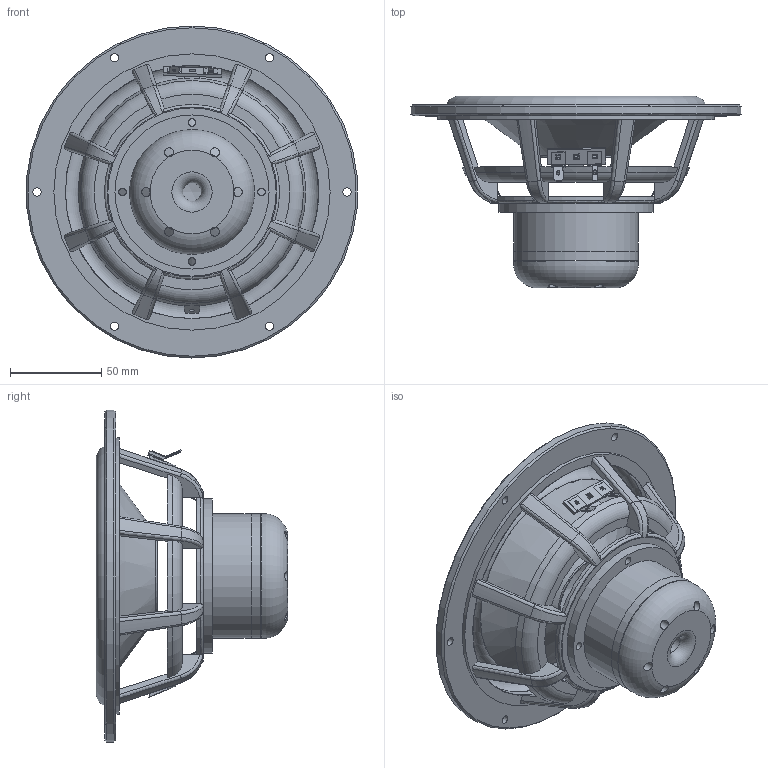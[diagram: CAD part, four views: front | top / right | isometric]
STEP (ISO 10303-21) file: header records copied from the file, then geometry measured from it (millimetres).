
FILE_DESCRIPTION (( 'STEP AP203' ), '1' );
FILE_NAME ('404 3D.STEP', '2023-05-18T09:49:34', ( '' ), ( '' ), 'SwSTEP 2.0', 'SolidWorks 2020', '' );
FILE_SCHEMA (( 'CONFIG_CONTROL_DESIGN' ));
Length unit declared in the file: millimetre
Products named in the file (1): 404 3D
Bounding box: 180.85 x 104.67 x 181.5 mm (x, y, z)
Surface area: 124133.3 mm2 (no closed solid volume)
Topology: 0 solids, 13 shells, 268 faces, 993 edges, 698 vertices
Faces by surface type: plane 113, cylinder 48, bspline 39, cone 34, torus 32, sphere 2
Full cylindrical faces by diameter (mm): 2.5 x2, 4.2 x4, 4.5 x6, 5 x6, 7.6 x6, 10 x1, 46.5 x1, 68.2 x2, 84.2 x1, 138.5 x1, 146 x1, 151 x1, 158.2 x1, 181.5 x1
Entity records: 13563 total; most frequent: CARTESIAN_POINT 5699, ORIENTED_EDGE 1543, DIRECTION 1504, EDGE_CURVE 932, VERTEX_POINT 687, AXIS2_PLACEMENT_3D 580, EDGE_LOOP 376, CIRCLE 350
